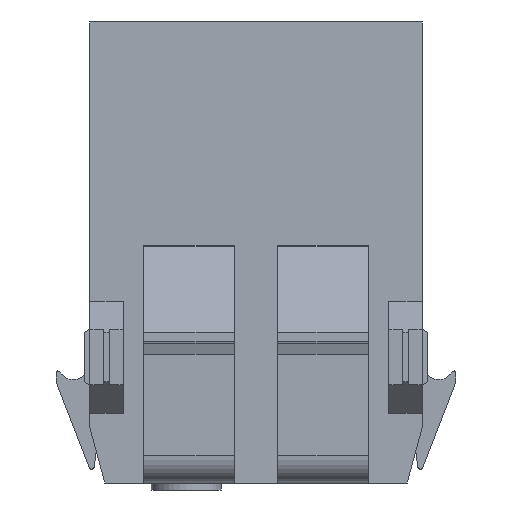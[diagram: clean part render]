
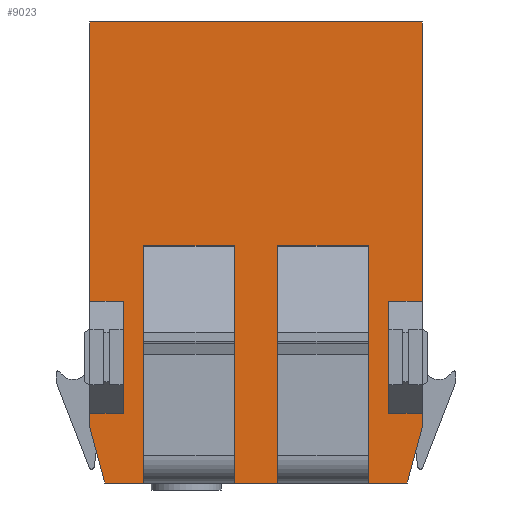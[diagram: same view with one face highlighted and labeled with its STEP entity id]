
A CAD part, front view. The second image highlights one B-rep face of the part: STEP entity #9023.
In plain terms, the highlighted planar face has unit normal (0, -1, 0).
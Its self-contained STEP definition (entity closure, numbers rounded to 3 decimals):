
#8886=AXIS2_PLACEMENT_3D('Plane Axis2P3D',#8883,#8884,#8885) ;
#8086=CARTESIAN_POINT('Line Origine',(2.4,5.9,5.)) ;
#8090=CARTESIAN_POINT('Vertex',(2.4,5.9,4.5)) ;
#8092=CARTESIAN_POINT('Vertex',(2.4,5.9,5.5)) ;
#8113=CARTESIAN_POINT('Vertex',(2.4,5.9,13.5)) ;
#8116=CARTESIAN_POINT('Line Origine',(2.4,5.9,23.5)) ;
#8120=CARTESIAN_POINT('Vertex',(2.4,5.9,33.5)) ;
#8240=CARTESIAN_POINT('Line Origine',(2.936,5.9,2.5)) ;
#8244=CARTESIAN_POINT('Vertex',(3.472,5.9,0.5)) ;
#8771=CARTESIAN_POINT('Vertex',(26.2,5.9,33.5)) ;
#8774=CARTESIAN_POINT('Line Origine',(26.2,5.9,23.5)) ;
#8778=CARTESIAN_POINT('Vertex',(26.2,5.9,13.5)) ;
#8799=CARTESIAN_POINT('Vertex',(26.2,5.9,5.5)) ;
#8802=CARTESIAN_POINT('Line Origine',(26.2,5.9,5.)) ;
#8806=CARTESIAN_POINT('Vertex',(26.2,5.9,4.5)) ;
#8883=CARTESIAN_POINT('Axis2P3D Location',(2.4,5.9,0.)) ;
#8888=CARTESIAN_POINT('Line Origine',(14.3,5.9,33.5)) ;
#8893=CARTESIAN_POINT('Line Origine',(3.6,5.9,13.5)) ;
#8897=CARTESIAN_POINT('Vertex',(4.8,5.9,13.5)) ;
#8900=CARTESIAN_POINT('Line Origine',(4.8,5.9,9.5)) ;
#8904=CARTESIAN_POINT('Vertex',(4.8,5.9,5.5)) ;
#8907=CARTESIAN_POINT('Line Origine',(3.6,5.9,5.5)) ;
#8912=CARTESIAN_POINT('Line Origine',(4.861,5.9,0.5)) ;
#8916=CARTESIAN_POINT('Vertex',(6.25,5.9,0.5)) ;
#8919=CARTESIAN_POINT('Line Origine',(6.25,5.9,1.4)) ;
#8923=CARTESIAN_POINT('Vertex',(6.25,5.9,2.3)) ;
#8926=CARTESIAN_POINT('Line Origine',(9.5,5.9,2.3)) ;
#8930=CARTESIAN_POINT('Vertex',(12.75,5.9,2.3)) ;
#8933=CARTESIAN_POINT('Line Origine',(12.75,5.9,1.4)) ;
#8937=CARTESIAN_POINT('Vertex',(12.75,5.9,0.5)) ;
#8940=CARTESIAN_POINT('Line Origine',(14.3,5.9,0.5)) ;
#8944=CARTESIAN_POINT('Vertex',(15.85,5.9,0.5)) ;
#8947=CARTESIAN_POINT('Line Origine',(15.85,5.9,1.4)) ;
#8951=CARTESIAN_POINT('Vertex',(15.85,5.9,2.3)) ;
#8954=CARTESIAN_POINT('Line Origine',(19.1,5.9,2.3)) ;
#8958=CARTESIAN_POINT('Vertex',(22.35,5.9,2.3)) ;
#8961=CARTESIAN_POINT('Line Origine',(22.35,5.9,1.4)) ;
#8965=CARTESIAN_POINT('Vertex',(22.35,5.9,0.5)) ;
#8968=CARTESIAN_POINT('Line Origine',(23.739,5.9,0.5)) ;
#8972=CARTESIAN_POINT('Vertex',(25.128,5.9,0.5)) ;
#8975=CARTESIAN_POINT('Line Origine',(25.664,5.9,2.5)) ;
#8980=CARTESIAN_POINT('Line Origine',(25.,5.9,5.5)) ;
#8984=CARTESIAN_POINT('Vertex',(23.8,5.9,5.5)) ;
#8987=CARTESIAN_POINT('Line Origine',(23.8,5.9,9.5)) ;
#8991=CARTESIAN_POINT('Vertex',(23.8,5.9,13.5)) ;
#8994=CARTESIAN_POINT('Line Origine',(25.,5.9,13.5)) ;
#8087=DIRECTION('Vector Direction',(0.,0.,1.)) ;
#8117=DIRECTION('Vector Direction',(0.,0.,1.)) ;
#8241=DIRECTION('Vector Direction',(0.259,0.,-0.966)) ;
#8775=DIRECTION('Vector Direction',(0.,0.,1.)) ;
#8803=DIRECTION('Vector Direction',(0.,0.,1.)) ;
#8884=DIRECTION('Axis2P3D Direction',(0.,-1.,0.)) ;
#8885=DIRECTION('Axis2P3D XDirection',(1.,0.,0.)) ;
#8889=DIRECTION('Vector Direction',(1.,0.,0.)) ;
#8894=DIRECTION('Vector Direction',(1.,0.,0.)) ;
#8901=DIRECTION('Vector Direction',(0.,0.,1.)) ;
#8908=DIRECTION('Vector Direction',(1.,0.,0.)) ;
#8913=DIRECTION('Vector Direction',(1.,0.,0.)) ;
#8920=DIRECTION('Vector Direction',(0.,0.,1.)) ;
#8927=DIRECTION('Vector Direction',(1.,0.,0.)) ;
#8934=DIRECTION('Vector Direction',(0.,0.,1.)) ;
#8941=DIRECTION('Vector Direction',(1.,0.,0.)) ;
#8948=DIRECTION('Vector Direction',(0.,0.,1.)) ;
#8955=DIRECTION('Vector Direction',(1.,0.,0.)) ;
#8962=DIRECTION('Vector Direction',(0.,0.,1.)) ;
#8969=DIRECTION('Vector Direction',(1.,0.,0.)) ;
#8976=DIRECTION('Vector Direction',(-0.259,0.,-0.966)) ;
#8981=DIRECTION('Vector Direction',(1.,0.,0.)) ;
#8988=DIRECTION('Vector Direction',(0.,0.,1.)) ;
#8995=DIRECTION('Vector Direction',(1.,0.,0.)) ;
#8088=VECTOR('Line Direction',#8087,1.) ;
#8118=VECTOR('Line Direction',#8117,1.) ;
#8242=VECTOR('Line Direction',#8241,1.) ;
#8776=VECTOR('Line Direction',#8775,1.) ;
#8804=VECTOR('Line Direction',#8803,1.) ;
#8890=VECTOR('Line Direction',#8889,1.) ;
#8895=VECTOR('Line Direction',#8894,1.) ;
#8902=VECTOR('Line Direction',#8901,1.) ;
#8909=VECTOR('Line Direction',#8908,1.) ;
#8914=VECTOR('Line Direction',#8913,1.) ;
#8921=VECTOR('Line Direction',#8920,1.) ;
#8928=VECTOR('Line Direction',#8927,1.) ;
#8935=VECTOR('Line Direction',#8934,1.) ;
#8942=VECTOR('Line Direction',#8941,1.) ;
#8949=VECTOR('Line Direction',#8948,1.) ;
#8956=VECTOR('Line Direction',#8955,1.) ;
#8963=VECTOR('Line Direction',#8962,1.) ;
#8970=VECTOR('Line Direction',#8969,1.) ;
#8977=VECTOR('Line Direction',#8976,1.) ;
#8982=VECTOR('Line Direction',#8981,1.) ;
#8989=VECTOR('Line Direction',#8988,1.) ;
#8996=VECTOR('Line Direction',#8995,1.) ;
#9000=ORIENTED_EDGE('',*,*,#8780,.T.) ;
#9001=ORIENTED_EDGE('',*,*,#8892,.F.) ;
#9002=ORIENTED_EDGE('',*,*,#8122,.F.) ;
#9003=ORIENTED_EDGE('',*,*,#8899,.T.) ;
#9004=ORIENTED_EDGE('',*,*,#8906,.T.) ;
#9005=ORIENTED_EDGE('',*,*,#8911,.F.) ;
#9006=ORIENTED_EDGE('',*,*,#8094,.F.) ;
#9007=ORIENTED_EDGE('',*,*,#8246,.F.) ;
#9008=ORIENTED_EDGE('',*,*,#8918,.T.) ;
#9009=ORIENTED_EDGE('',*,*,#8925,.F.) ;
#9010=ORIENTED_EDGE('',*,*,#8932,.T.) ;
#9011=ORIENTED_EDGE('',*,*,#8939,.T.) ;
#9012=ORIENTED_EDGE('',*,*,#8946,.T.) ;
#9013=ORIENTED_EDGE('',*,*,#8953,.F.) ;
#9014=ORIENTED_EDGE('',*,*,#8960,.F.) ;
#9015=ORIENTED_EDGE('',*,*,#8967,.T.) ;
#9016=ORIENTED_EDGE('',*,*,#8974,.T.) ;
#9017=ORIENTED_EDGE('',*,*,#8979,.F.) ;
#9018=ORIENTED_EDGE('',*,*,#8808,.T.) ;
#9019=ORIENTED_EDGE('',*,*,#8986,.T.) ;
#9020=ORIENTED_EDGE('',*,*,#8993,.F.) ;
#9021=ORIENTED_EDGE('',*,*,#8998,.F.) ;
#9023=ADVANCED_FACE('Hauptkoerper',(#9022),#8887,.T.) ;
#8094=EDGE_CURVE('',#8091,#8093,#8089,.T.) ;
#8122=EDGE_CURVE('',#8114,#8121,#8119,.T.) ;
#8246=EDGE_CURVE('',#8245,#8091,#8243,.F.) ;
#8780=EDGE_CURVE('',#8779,#8772,#8777,.T.) ;
#8808=EDGE_CURVE('',#8807,#8800,#8805,.T.) ;
#8892=EDGE_CURVE('',#8121,#8772,#8891,.T.) ;
#8899=EDGE_CURVE('',#8114,#8898,#8896,.T.) ;
#8906=EDGE_CURVE('',#8898,#8905,#8903,.F.) ;
#8911=EDGE_CURVE('',#8093,#8905,#8910,.T.) ;
#8918=EDGE_CURVE('',#8245,#8917,#8915,.T.) ;
#8925=EDGE_CURVE('',#8924,#8917,#8922,.F.) ;
#8932=EDGE_CURVE('',#8924,#8931,#8929,.T.) ;
#8939=EDGE_CURVE('',#8931,#8938,#8936,.F.) ;
#8946=EDGE_CURVE('',#8938,#8945,#8943,.T.) ;
#8953=EDGE_CURVE('',#8952,#8945,#8950,.F.) ;
#8960=EDGE_CURVE('',#8959,#8952,#8957,.F.) ;
#8967=EDGE_CURVE('',#8959,#8966,#8964,.F.) ;
#8974=EDGE_CURVE('',#8966,#8973,#8971,.T.) ;
#8979=EDGE_CURVE('',#8807,#8973,#8978,.T.) ;
#8986=EDGE_CURVE('',#8800,#8985,#8983,.F.) ;
#8993=EDGE_CURVE('',#8992,#8985,#8990,.F.) ;
#8998=EDGE_CURVE('',#8779,#8992,#8997,.F.) ;
#8999=EDGE_LOOP('',(#9000,#9001,#9002,#9003,#9004,#9005,#9006,#9007,#9008,#9009,#9010,#9011,#9012,#9013,#9014,#9015,#9016,#9017,#9018,#9019,#9020,#9021)) ;
#9022=FACE_OUTER_BOUND('',#8999,.T.) ;
#8089=LINE('Line',#8086,#8088) ;
#8119=LINE('Line',#8116,#8118) ;
#8243=LINE('Line',#8240,#8242) ;
#8777=LINE('Line',#8774,#8776) ;
#8805=LINE('Line',#8802,#8804) ;
#8891=LINE('Line',#8888,#8890) ;
#8896=LINE('Line',#8893,#8895) ;
#8903=LINE('Line',#8900,#8902) ;
#8910=LINE('Line',#8907,#8909) ;
#8915=LINE('Line',#8912,#8914) ;
#8922=LINE('Line',#8919,#8921) ;
#8929=LINE('Line',#8926,#8928) ;
#8936=LINE('Line',#8933,#8935) ;
#8943=LINE('Line',#8940,#8942) ;
#8950=LINE('Line',#8947,#8949) ;
#8957=LINE('Line',#8954,#8956) ;
#8964=LINE('Line',#8961,#8963) ;
#8971=LINE('Line',#8968,#8970) ;
#8978=LINE('Line',#8975,#8977) ;
#8983=LINE('Line',#8980,#8982) ;
#8990=LINE('Line',#8987,#8989) ;
#8997=LINE('Line',#8994,#8996) ;
#8887=PLANE('',#8886) ;
#8091=VERTEX_POINT('',#8090) ;
#8093=VERTEX_POINT('',#8092) ;
#8114=VERTEX_POINT('',#8113) ;
#8121=VERTEX_POINT('',#8120) ;
#8245=VERTEX_POINT('',#8244) ;
#8772=VERTEX_POINT('',#8771) ;
#8779=VERTEX_POINT('',#8778) ;
#8800=VERTEX_POINT('',#8799) ;
#8807=VERTEX_POINT('',#8806) ;
#8898=VERTEX_POINT('',#8897) ;
#8905=VERTEX_POINT('',#8904) ;
#8917=VERTEX_POINT('',#8916) ;
#8924=VERTEX_POINT('',#8923) ;
#8931=VERTEX_POINT('',#8930) ;
#8938=VERTEX_POINT('',#8937) ;
#8945=VERTEX_POINT('',#8944) ;
#8952=VERTEX_POINT('',#8951) ;
#8959=VERTEX_POINT('',#8958) ;
#8966=VERTEX_POINT('',#8965) ;
#8973=VERTEX_POINT('',#8972) ;
#8985=VERTEX_POINT('',#8984) ;
#8992=VERTEX_POINT('',#8991) ;
